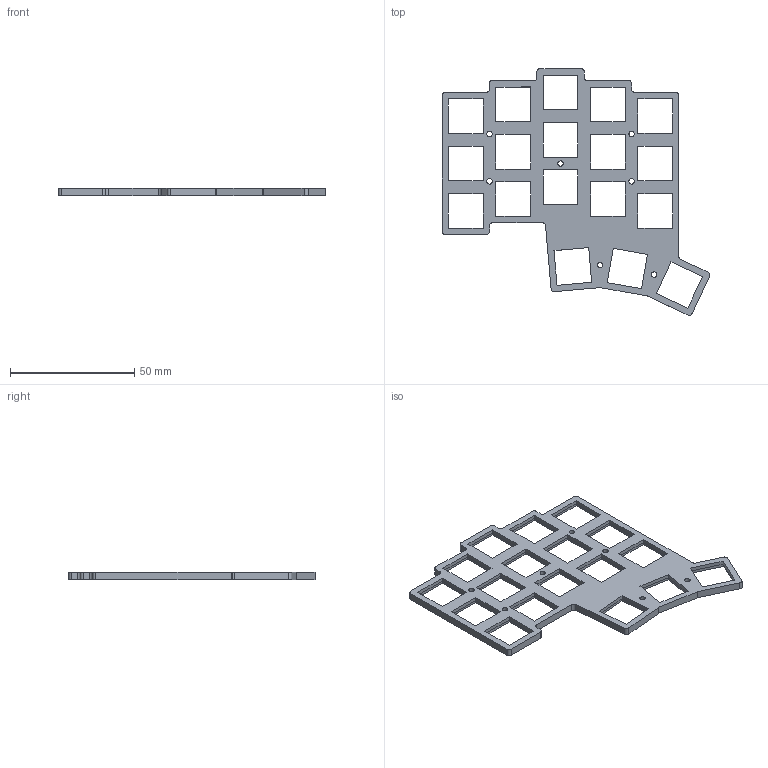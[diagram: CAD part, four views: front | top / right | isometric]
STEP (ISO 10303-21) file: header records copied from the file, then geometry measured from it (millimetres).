
FILE_DESCRIPTION(('HOOPS Exchange Step'),'2;1');
FILE_NAME('temp_export','2023-11-26T17:18:03-05:00',('jscotto'),('Shapr3D Limited'),'HOOPS Exchange 2023.2','Shapr3D','Authorized');
FILE_SCHEMA( ('AUTOMOTIVE_DESIGN { 1 0 10303 214 1 1 1 1 }') );
Length unit declared in the file: millimetre
Products named in the file (1): 3x5 - Plate (Left)
Bounding box: 107.69 x 99.21 x 3 mm (x, y, z)
Volume: 9956.1 mm3; surface area: 11622.1 mm2
Topology: 1 solids, 1 shells, 217 faces, 605 edges, 408 vertices
Faces by surface type: plane 184, cylinder 33
Full cylindrical faces by diameter (mm): 2.2 x7
Entity records: 7035 total; most frequent: CARTESIAN_POINT 1231, ORIENTED_EDGE 1210, DIRECTION 1121, EDGE_CURVE 605, VECTOR 525, LINE 525, VERTEX_POINT 408, AXIS2_PLACEMENT_3D 298
